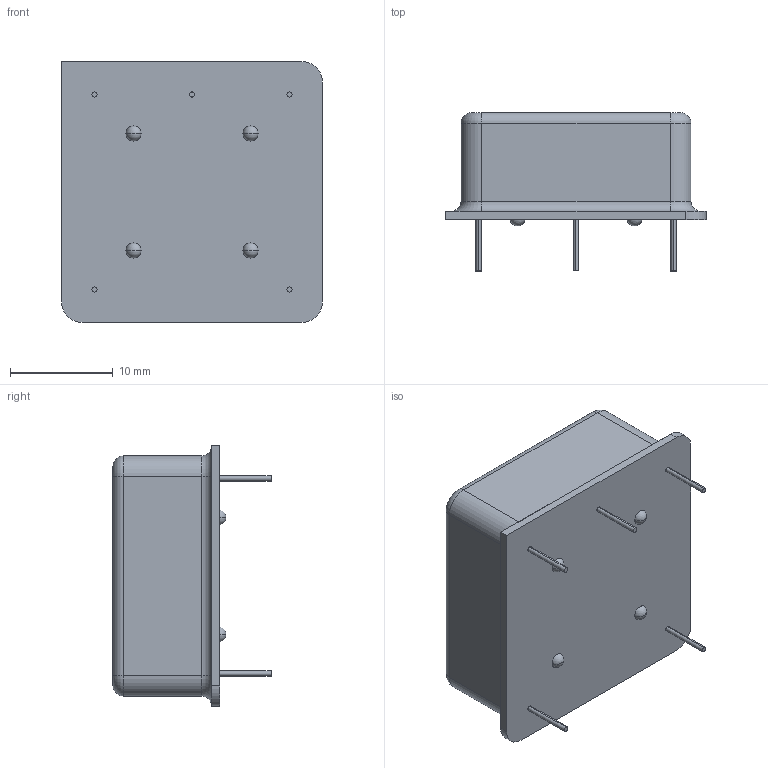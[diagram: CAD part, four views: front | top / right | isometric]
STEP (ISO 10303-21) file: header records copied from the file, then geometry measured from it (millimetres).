
FILE_DESCRIPTION (( 'STEP AP214' ), '1' );
FILE_NAME ('AOCJY3.STEP', '2014-07-08T13:05:45', ( '' ), ( '' ), 'SwSTEP 2.0', 'SolidWorks 2012', '' );
FILE_SCHEMA (( 'AUTOMOTIVE_DESIGN' ));
Length unit declared in the file: millimetre
Products named in the file (1): AOCJY3
Bounding box: 25.4 x 15.4 x 25.4 mm (x, y, z)
Volume: 5520.7 mm3; surface area: 2180.5 mm2
Topology: 1 solids, 1 shells, 135 faces, 332 edges, 216 vertices
Faces by surface type: plane 54, bspline 40, cylinder 25, sphere 8, torus 8
Entity records: 6928 total; most frequent: CARTESIAN_POINT 2916, ORIENTED_EDGE 664, DIRECTION 518, EDGE_CURVE 332, VERTEX_POINT 216, VECTOR 178, LINE 178, AXIS2_PLACEMENT_3D 170
